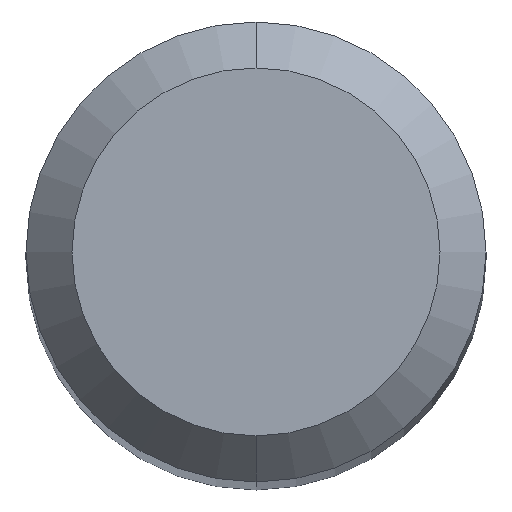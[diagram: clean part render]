
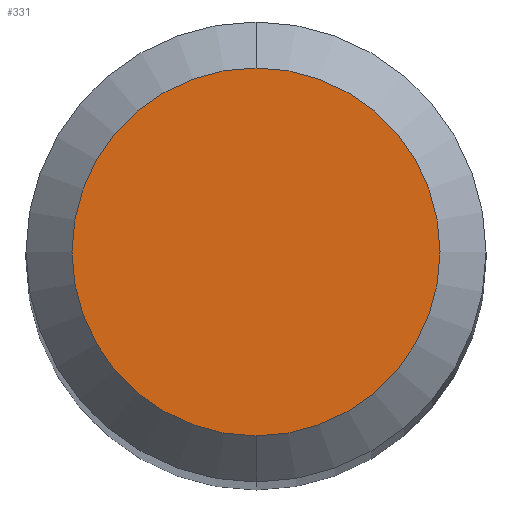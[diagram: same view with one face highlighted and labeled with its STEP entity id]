
A CAD part, top view. The second image highlights one B-rep face of the part: STEP entity #331.
In plain terms, the highlighted planar face has unit normal (0, 0, 1).
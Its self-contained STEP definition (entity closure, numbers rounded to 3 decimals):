
#207=EDGE_CURVE('',#439,#269,#501,.T.);
#239=EDGE_CURVE('',#269,#439,#535,.T.);
#269=VERTEX_POINT('',#569);
#331=ADVANCED_FACE('',(#634),#635,.T.);
#439=VERTEX_POINT('',#758);
#501=CIRCLE('',#884,1.2);
#535=CIRCLE('',#977,1.2);
#569=CARTESIAN_POINT('',(0.0,1.2,29.134));
#634=FACE_OUTER_BOUND('',#1182,.T.);
#635=PLANE('',#1183);
#758=CARTESIAN_POINT('',(0.,-1.2,29.134));
#884=AXIS2_PLACEMENT_3D('',#1466,#1467,#1468);
#977=AXIS2_PLACEMENT_3D('',#1504,#1505,#1506);
#1182=EDGE_LOOP('',(#1605,#1606));
#1183=AXIS2_PLACEMENT_3D('',#1607,#1608,#1609);
#1466=CARTESIAN_POINT('',(0.0,0.0,29.134));
#1467=DIRECTION('',(0.0,0.0,-1.0));
#1468=DIRECTION('',(0.0,1.0,0.0));
#1504=CARTESIAN_POINT('',(0.0,0.0,29.134));
#1505=DIRECTION('',(0.0,0.0,-1.0));
#1506=DIRECTION('',(0.0,1.0,0.0));
#1605=ORIENTED_EDGE('',*,*,#239,.F.);
#1606=ORIENTED_EDGE('',*,*,#207,.F.);
#1607=CARTESIAN_POINT('',(0.0,0.6,29.134));
#1608=DIRECTION('',(-0.0,0.0,1.0));
#1609=DIRECTION('',(0.0,-1.0,0.0));
